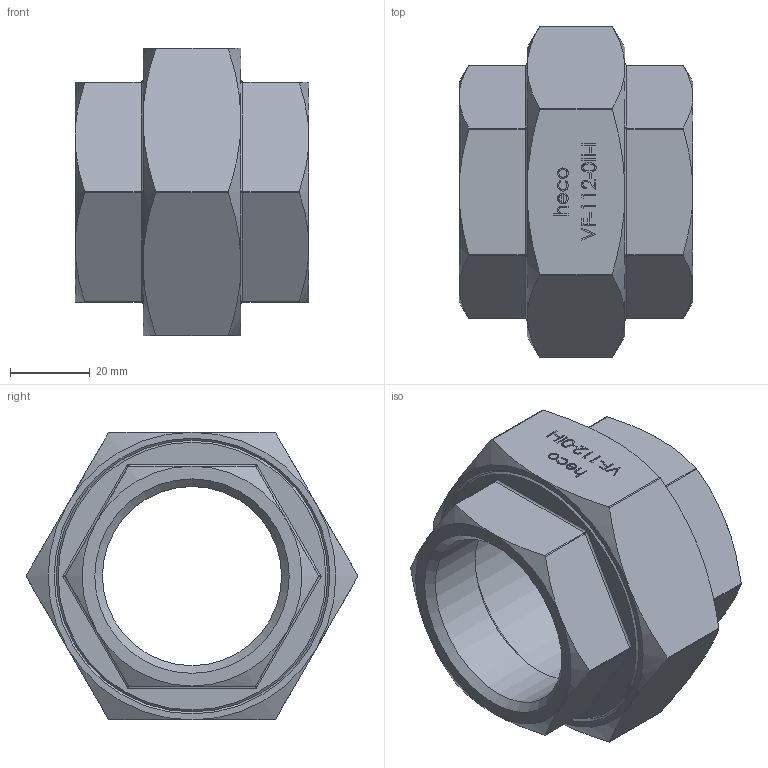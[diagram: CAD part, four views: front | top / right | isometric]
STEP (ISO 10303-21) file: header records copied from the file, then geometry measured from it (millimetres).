
FILE_DESCRIPTION (( 'STEP AP214' ), '1' );
FILE_NAME ('heco_VF-112-0II-I.STEP', '2016-07-07T09:51:51', ( '' ), ( '' ), 'SwSTEP 2.0', 'SolidWorks 2011', '' );
FILE_SCHEMA (( 'AUTOMOTIVE_DESIGN' ));
Length unit declared in the file: millimetre
Products named in the file (1): heco_VF-112-0II-I
Bounding box: 58.5 x 83.05 x 72.05 mm (x, y, z)
Volume: 94336.5 mm3; surface area: 26820.9 mm2
Topology: 1 solids, 1 shells, 247 faces, 603 edges, 373 vertices
Faces by surface type: plane 119, bspline 62, cylinder 36, cone 30
Full cylindrical faces by diameter (mm): 44.845 x2, 50.6 x1, 66 x1, 67.4 x1, 68 x1
Entity records: 11612 total; most frequent: CARTESIAN_POINT 4994, ORIENTED_EDGE 1154, DIRECTION 784, EDGE_CURVE 577, VERTEX_POINT 371, VECTOR 326, LINE 326, EDGE_LOOP 288
